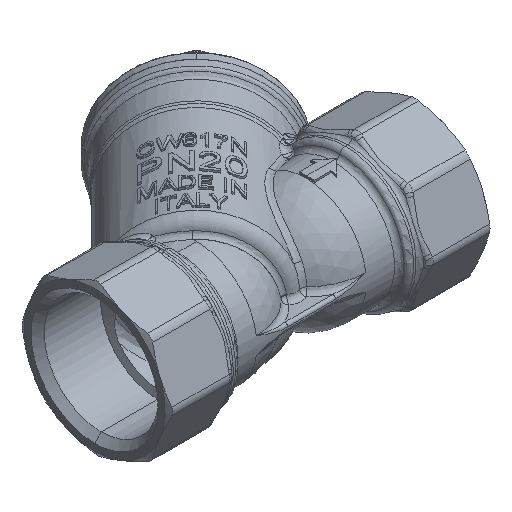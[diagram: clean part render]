
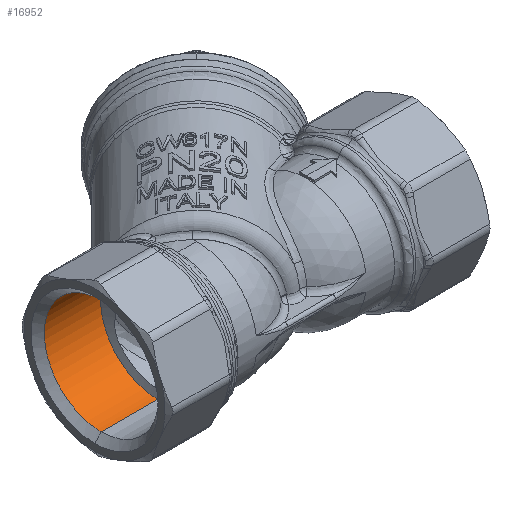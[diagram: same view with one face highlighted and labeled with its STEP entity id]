
A CAD part, isometric view. The second image highlights one B-rep face of the part: STEP entity #16952.
In plain terms, the highlighted cylindrical face has radius 15.35 mm (diameter 30.7 mm), a partial arc.
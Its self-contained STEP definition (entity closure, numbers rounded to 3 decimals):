
#210 = CARTESIAN_POINT ( 'NONE',  ( -25.7, 0., -15.35 ) ) ;
#258 = CYLINDRICAL_SURFACE ( 'NONE', #26112, 15.35 ) ;
#2137 = CARTESIAN_POINT ( 'NONE',  ( -25.7, 0., -15.35 ) ) ;
#2210 = CARTESIAN_POINT ( 'NONE',  ( -10.5, 4.018, 14.95 ) ) ;
#2596 = ORIENTED_EDGE ( 'NONE', *, *, #28908, .T. ) ;
#2673 = CARTESIAN_POINT ( 'NONE',  ( -25.7, 14.95, 4.018 ) ) ;
#3875 = CARTESIAN_POINT ( 'NONE',  ( -34.797, 0., 0. ) ) ;
#5283 = CARTESIAN_POINT ( 'NONE',  ( -10.5, 9.433, 12.275 ) ) ;
#5417 = CARTESIAN_POINT ( 'NONE',  ( -10.5, 7.731, -13.413 ) ) ;
#5695 = CARTESIAN_POINT ( 'NONE',  ( -10.5, 14.95, 4.018 ) ) ;
#5765 = CARTESIAN_POINT ( 'NONE',  ( -25.7, 0., 15.35 ) ) ;
#5832 = CARTESIAN_POINT ( 'NONE',  ( -10.5, 12.275, -9.433 ) ) ;
#6010 = FACE_OUTER_BOUND ( 'NONE', #30794, .T. ) ;
#6988 = DIRECTION ( 'NONE',  ( -1., 0., 0. ) ) ;
#7557 = ORIENTED_EDGE ( 'NONE', *, *, #24997, .F. ) ;
#7852 = CARTESIAN_POINT ( 'NONE',  ( -25.7, 0., -15.35 ) ) ;
#8303 = CARTESIAN_POINT ( 'NONE',  ( -25.7, 2.009, 15.35 ) ) ;
#8578 = CARTESIAN_POINT ( 'NONE',  ( -25.7, 15.35, 2.009 ) ) ;
#8648 = CARTESIAN_POINT ( 'NONE',  ( -10.5, 2.009, 15.35 ) ) ;
#10005 = VERTEX_POINT ( 'NONE', #7852 ) ;
#10651 = ORIENTED_EDGE ( 'NONE', *, *, #39620, .T. ) ;
#11491 = CARTESIAN_POINT ( 'NONE',  ( -10.5, 9.433, -12.275 ) ) ;
#11694 = CARTESIAN_POINT ( 'NONE',  ( -25.7, 14.95, -4.018 ) ) ;
#11828 = CARTESIAN_POINT ( 'NONE',  ( -25.7, 13.413, 7.731 ) ) ;
#11959 = CARTESIAN_POINT ( 'NONE',  ( -25.7, 4.018, -14.95 ) ) ;
#12428 = CARTESIAN_POINT ( 'NONE',  ( -20.633, 0., 15.35 ) ) ;
#13282 = CARTESIAN_POINT ( 'NONE',  ( -10.5, 0., 15.35 ) ) ;
#13442 = VERTEX_POINT ( 'NONE', #18706 ) ;
#14114 = VERTEX_POINT ( 'NONE', #13282 ) ;
#14469 = CARTESIAN_POINT ( 'NONE',  ( -10.5, 13.413, -7.731 ) ) ;
#14663 = CARTESIAN_POINT ( 'NONE',  ( -25.7, 4.018, 14.95 ) ) ;
#15808 = CARTESIAN_POINT ( 'NONE',  ( -25.7, 0., 15.35 ) ) ;
#15976 = CARTESIAN_POINT ( 'NONE',  ( -20.633, 0., -15.35 ) ) ;
#16431 = B_SPLINE_CURVE_WITH_KNOTS ( 'NONE', 3,
 ( #5765, #8303, #14663, #24013, #24156, #27247, #11828, #2673, #8578, #30257, #11694, #33371, #17908, #27384, #30529, #11959, #20605, #2137 ),
 .UNSPECIFIED., .F., .F.,
 ( 4, 2, 2, 2, 2, 2, 2, 2, 4 ),
 ( 0., 0.125, 0.25, 0.375, 0.5, 0.625, 0.75, 0.875, 1. ),
 .UNSPECIFIED. ) ;
#16503 = EDGE_CURVE ( 'NONE', #28243, #10005, #16431, .T. ) ;
#16568 = DIRECTION ( 'NONE',  ( 0., 0., 1. ) ) ;
#16952 = ADVANCED_FACE ( 'NONE', ( #6010 ), #258, .F. ) ;
#17908 = CARTESIAN_POINT ( 'NONE',  ( -25.7, 12.275, -9.433 ) ) ;
#17978 = CARTESIAN_POINT ( 'NONE',  ( -10.5, 4.018, -14.95 ) ) ;
#18117 = CARTESIAN_POINT ( 'NONE',  ( -10.5, 14.95, -4.018 ) ) ;
#18588 = B_SPLINE_CURVE_WITH_KNOTS ( 'NONE', 3,
 ( #21899, #24891, #12428, #15808 ),
 .UNSPECIFIED., .F., .F.,
 ( 4, 4 ),
 ( 0., 1. ),
 .UNSPECIFIED. ) ;
#18706 = CARTESIAN_POINT ( 'NONE',  ( -10.5, 0., -15.35 ) ) ;
#20605 = CARTESIAN_POINT ( 'NONE',  ( -25.7, 2.009, -15.35 ) ) ;
#21416 = CARTESIAN_POINT ( 'NONE',  ( -25.7, 0., 15.35 ) ) ;
#21899 = CARTESIAN_POINT ( 'NONE',  ( -10.5, 0., 15.35 ) ) ;
#22203 = CARTESIAN_POINT ( 'NONE',  ( -10.5, 0., -15.35 ) ) ;
#24013 = CARTESIAN_POINT ( 'NONE',  ( -25.7, 7.731, 13.413 ) ) ;
#24156 = CARTESIAN_POINT ( 'NONE',  ( -25.7, 9.433, 12.275 ) ) ;
#24357 = CARTESIAN_POINT ( 'NONE',  ( -10.5, 12.275, 9.433 ) ) ;
#24891 = CARTESIAN_POINT ( 'NONE',  ( -15.567, 0., 15.35 ) ) ;
#24997 = EDGE_CURVE ( 'NONE', #14114, #13442, #29460, .T. ) ;
#26112 = AXIS2_PLACEMENT_3D ( 'NONE', #3875, #6988, #16568 ) ;
#26906 = CARTESIAN_POINT ( 'NONE',  ( -10.5, 13.413, 7.731 ) ) ;
#27050 = CARTESIAN_POINT ( 'NONE',  ( -10.5, 0., -15.35 ) ) ;
#27247 = CARTESIAN_POINT ( 'NONE',  ( -25.7, 12.275, 9.433 ) ) ;
#27384 = CARTESIAN_POINT ( 'NONE',  ( -25.7, 9.433, -12.275 ) ) ;
#28243 = VERTEX_POINT ( 'NONE', #21416 ) ;
#28908 = EDGE_CURVE ( 'NONE', #14114, #28243, #18588, .T. ) ;
#29460 = B_SPLINE_CURVE_WITH_KNOTS ( 'NONE', 3,
 ( #36291, #8648, #2210, #39551, #5283, #24357, #26906, #5695, #33033, #30060, #18117, #14469, #5832, #11491, #5417, #17978, #36146, #27050 ),
 .UNSPECIFIED., .F., .F.,
 ( 4, 2, 2, 2, 2, 2, 2, 2, 4 ),
 ( 0., 0.125, 0.25, 0.375, 0.5, 0.625, 0.75, 0.875, 1. ),
 .UNSPECIFIED. ) ;
#30060 = CARTESIAN_POINT ( 'NONE',  ( -10.5, 15.35, -2.009 ) ) ;
#30257 = CARTESIAN_POINT ( 'NONE',  ( -25.7, 15.35, -2.009 ) ) ;
#30529 = CARTESIAN_POINT ( 'NONE',  ( -25.7, 7.731, -13.413 ) ) ;
#30794 = EDGE_LOOP ( 'NONE', ( #7557, #2596, #36074, #10651 ) ) ;
#33033 = CARTESIAN_POINT ( 'NONE',  ( -10.5, 15.35, 2.009 ) ) ;
#33371 = CARTESIAN_POINT ( 'NONE',  ( -25.7, 13.413, -7.731 ) ) ;
#36074 = ORIENTED_EDGE ( 'NONE', *, *, #16503, .T. ) ;
#36146 = CARTESIAN_POINT ( 'NONE',  ( -10.5, 2.009, -15.35 ) ) ;
#36291 = CARTESIAN_POINT ( 'NONE',  ( -10.5, 0., 15.35 ) ) ;
#37532 = B_SPLINE_CURVE_WITH_KNOTS ( 'NONE', 3,
 ( #210, #15976, #37672, #22203 ),
 .UNSPECIFIED., .F., .F.,
 ( 4, 4 ),
 ( 0., 1. ),
 .UNSPECIFIED. ) ;
#37672 = CARTESIAN_POINT ( 'NONE',  ( -15.567, 0., -15.35 ) ) ;
#39551 = CARTESIAN_POINT ( 'NONE',  ( -10.5, 7.731, 13.413 ) ) ;
#39620 = EDGE_CURVE ( 'NONE', #10005, #13442, #37532, .T. ) ;
